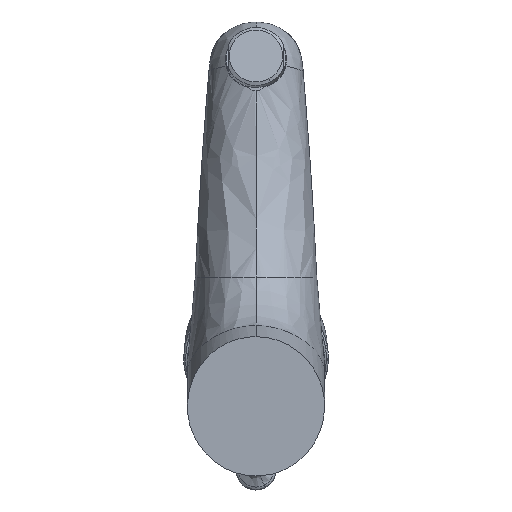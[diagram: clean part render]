
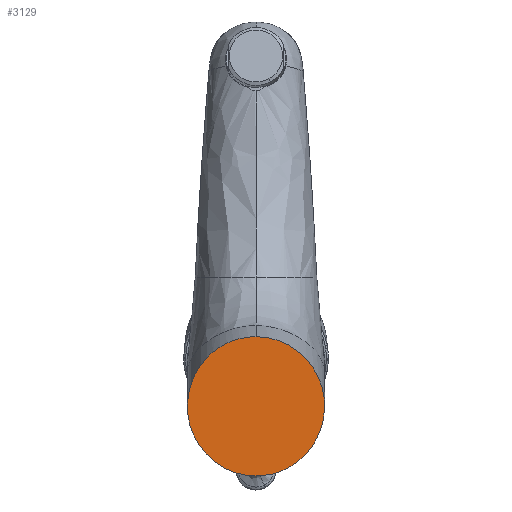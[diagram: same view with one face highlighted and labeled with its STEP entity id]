
A CAD part, front view. The second image highlights one B-rep face of the part: STEP entity #3129.
In plain terms, the highlighted planar face has unit normal (0, -1, 0).
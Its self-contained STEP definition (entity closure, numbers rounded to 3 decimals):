
#61 = CARTESIAN_POINT ( 'NONE',  ( 0., 0., -27.924 ) ) ;
#722 =( BOUNDED_CURVE ( )  B_SPLINE_CURVE ( 3, ( #3633, #14654, #998, #14379 ),
 .UNSPECIFIED., .F., .T. ) 
 B_SPLINE_CURVE_WITH_KNOTS ( ( 4, 4 ),
 ( 0., 3.142 ),
 .UNSPECIFIED. ) 
 CURVE ( )  GEOMETRIC_REPRESENTATION_ITEM ( )  RATIONAL_B_SPLINE_CURVE ( ( 1., 0.333, 0.333, 1. ) ) 
 REPRESENTATION_ITEM ( '' )  );
#998 = CARTESIAN_POINT ( 'NONE',  ( 55., 0., -27.924 ) ) ;
#2346 = DIRECTION ( 'NONE',  ( 0., -1., 0. ) ) ;
#3129 = ADVANCED_FACE ( 'NONE', ( #9615 ), #11257, .T. ) ;
#3508 = CARTESIAN_POINT ( 'NONE',  ( -55., 0., -27.924 ) ) ;
#3633 = CARTESIAN_POINT ( 'NONE',  ( 0., 0., 27.924 ) ) ;
#4059 = CARTESIAN_POINT ( 'NONE',  ( 8.758, 0., 0. ) ) ;
#4357 = AXIS2_PLACEMENT_3D ( 'NONE', #4059, #2346, #11933 ) ;
#4590 = EDGE_CURVE ( 'NONE', #7809, #11947, #722, .T. ) ;
#5606 = CARTESIAN_POINT ( 'NONE',  ( 0., 0., -27.924 ) ) ;
#7809 = VERTEX_POINT ( 'NONE', #12239 ) ;
#8330 = CARTESIAN_POINT ( 'NONE',  ( 0., 0., 27.924 ) ) ;
#9371 = ORIENTED_EDGE ( 'NONE', *, *, #4590, .F. ) ;
#9615 = FACE_OUTER_BOUND ( 'NONE', #12016, .T. ) ;
#10516 =( BOUNDED_CURVE ( )  B_SPLINE_CURVE ( 3, ( #5606, #3508, #15510, #8330 ),
 .UNSPECIFIED., .F., .F. ) 
 B_SPLINE_CURVE_WITH_KNOTS ( ( 4, 4 ),
 ( 3.142, 6.283 ),
 .UNSPECIFIED. ) 
 CURVE ( )  GEOMETRIC_REPRESENTATION_ITEM ( )  RATIONAL_B_SPLINE_CURVE ( ( 1., 0.333, 0.333, 1. ) ) 
 REPRESENTATION_ITEM ( '' )  );
#11257 = PLANE ( 'NONE',  #4357 ) ;
#11933 = DIRECTION ( 'NONE',  ( -1., 0., 0. ) ) ;
#11947 = VERTEX_POINT ( 'NONE', #61 ) ;
#12016 = EDGE_LOOP ( 'NONE', ( #9371, #14072 ) ) ;
#12239 = CARTESIAN_POINT ( 'NONE',  ( 0., 0., 27.924 ) ) ;
#14072 = ORIENTED_EDGE ( 'NONE', *, *, #15297, .F. ) ;
#14379 = CARTESIAN_POINT ( 'NONE',  ( 0., 0., -27.924 ) ) ;
#14654 = CARTESIAN_POINT ( 'NONE',  ( 55., 0., 27.924 ) ) ;
#15297 = EDGE_CURVE ( 'NONE', #11947, #7809, #10516, .T. ) ;
#15510 = CARTESIAN_POINT ( 'NONE',  ( -55., 0., 27.924 ) ) ;
